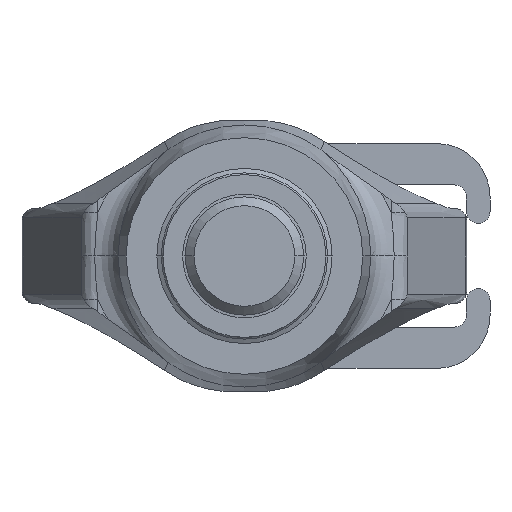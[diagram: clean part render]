
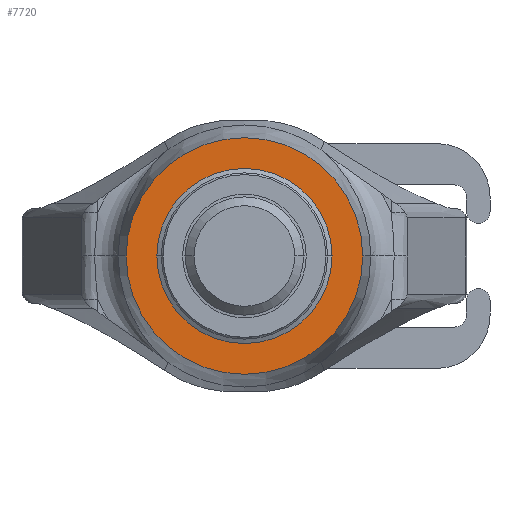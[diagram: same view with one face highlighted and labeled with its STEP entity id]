
A CAD part, front view. The second image highlights one B-rep face of the part: STEP entity #7720.
In plain terms, the highlighted planar face has unit normal (0, -1, 0).
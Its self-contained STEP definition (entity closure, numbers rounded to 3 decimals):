
#2=CARTESIAN_POINT('',(0.,-37.5,0.));
#3=DIRECTION('',(0.,-1.,0.));
#4=DIRECTION('',(-1.,0.,0.));
#5=AXIS2_PLACEMENT_3D('',#2,#3,#4);
#7=CARTESIAN_POINT('',(0.,-37.5,0.));
#8=DIRECTION('',(0.,-1.,0.));
#9=DIRECTION('',(1.,0.,0.));
#10=AXIS2_PLACEMENT_3D('',#7,#8,#9);
#12=CARTESIAN_POINT('',(0.,-37.5,0.));
#13=DIRECTION('',(0.,-1.,0.));
#14=DIRECTION('',(1.,0.,0.));
#15=AXIS2_PLACEMENT_3D('',#12,#13,#14);
#204=CARTESIAN_POINT('',(0.,-37.5,0.));
#205=DIRECTION('',(0.,1.,0.));
#206=DIRECTION('',(1.,0.,0.));
#207=AXIS2_PLACEMENT_3D('',#204,#205,#206);
#6070=CARTESIAN_POINT('',(20.,-37.5,0.));
#6071=CARTESIAN_POINT('',(-20.,-37.5,0.));
#6072=VERTEX_POINT('',#6070);
#6073=VERTEX_POINT('',#6071);
#6102=CARTESIAN_POINT('',(-14.8,-37.5,0.));
#6103=CARTESIAN_POINT('',(14.8,-37.5,0.));
#6104=VERTEX_POINT('',#6102);
#6105=VERTEX_POINT('',#6103);
#7703=CARTESIAN_POINT('',(0.,-37.5,0.));
#7704=DIRECTION('',(0.,-1.,0.));
#7705=DIRECTION('',(-1.,0.,0.));
#7706=AXIS2_PLACEMENT_3D('',#7703,#7704,#7705);
#7707=PLANE('',#7706);
#7709=ORIENTED_EDGE('',*,*,#7708,.F.);
#7711=ORIENTED_EDGE('',*,*,#7710,.T.);
#7712=EDGE_LOOP('',(#7709,#7711));
#7713=FACE_OUTER_BOUND('',#7712,.F.);
#7715=ORIENTED_EDGE('',*,*,#7714,.T.);
#7717=ORIENTED_EDGE('',*,*,#7716,.T.);
#7718=EDGE_LOOP('',(#7715,#7717));
#7719=FACE_BOUND('',#7718,.F.);
#7720=ADVANCED_FACE('',(#7713,#7719),#7707,.T.);
#6=CIRCLE('',#5,14.8);
#11=CIRCLE('',#10,14.8);
#16=CIRCLE('',#15,20.);
#208=CIRCLE('',#207,20.);
#7708=EDGE_CURVE('',#6072,#6073,#16,.T.);
#7710=EDGE_CURVE('',#6072,#6073,#208,.T.);
#7714=EDGE_CURVE('',#6104,#6105,#6,.T.);
#7716=EDGE_CURVE('',#6105,#6104,#11,.T.);
